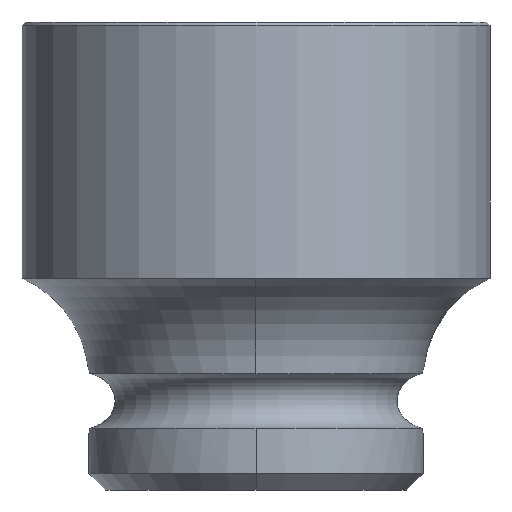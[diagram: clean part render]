
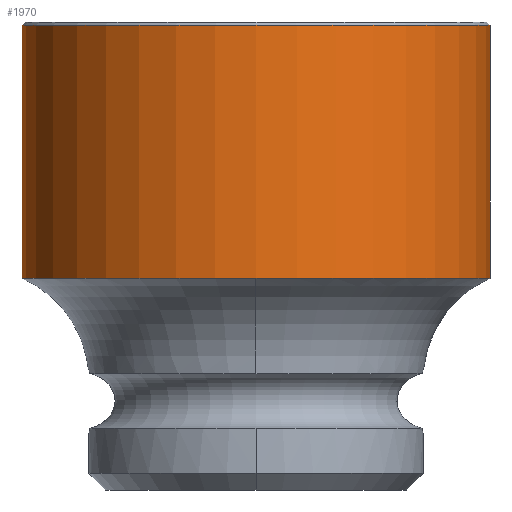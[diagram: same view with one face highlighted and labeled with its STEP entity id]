
A CAD part, left-side view. The second image highlights one B-rep face of the part: STEP entity #1970.
In plain terms, the highlighted cylindrical face has radius 21 mm (diameter 42 mm), a partial arc.
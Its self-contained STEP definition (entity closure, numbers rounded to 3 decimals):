
#888=CARTESIAN_POINT('',(0.,0.,41.7));
#889=DIRECTION('',(0.,0.,1.));
#890=DIRECTION('',(0.,1.,0.));
#891=AXIS2_PLACEMENT_3D('',#888,#889,#890);
#893=CARTESIAN_POINT('',(0.,0.,19.));
#894=DIRECTION('',(0.,0.,1.));
#895=DIRECTION('',(-1.,0.,0.));
#896=AXIS2_PLACEMENT_3D('',#893,#894,#895);
#898=CARTESIAN_POINT('',(0.,0.,19.));
#899=DIRECTION('',(0.,0.,1.));
#900=DIRECTION('',(0.,1.,0.));
#901=AXIS2_PLACEMENT_3D('',#898,#899,#900);
#908=DIRECTION('',(0.,0.,1.));
#909=VECTOR('',#908,22.7);
#910=CARTESIAN_POINT('',(0.,21.,19.));
#911=LINE('',#910,#909);
#912=DIRECTION('',(0.,0.,1.));
#913=VECTOR('',#912,22.7);
#914=CARTESIAN_POINT('',(0.,-21.,19.));
#915=LINE('',#914,#913);
#1044=CARTESIAN_POINT('',(0.,21.,19.));
#1045=CARTESIAN_POINT('',(-21.,0.,19.));
#1046=VERTEX_POINT('',#1044);
#1047=VERTEX_POINT('',#1045);
#1048=CARTESIAN_POINT('',(0.,-21.,19.));
#1049=VERTEX_POINT('',#1048);
#1079=CARTESIAN_POINT('',(0.,-21.,41.7));
#1080=CARTESIAN_POINT('',(0.,21.,41.7));
#1081=VERTEX_POINT('',#1079);
#1082=VERTEX_POINT('',#1080);
#1955=CARTESIAN_POINT('',(0.,0.,17.85));
#1956=DIRECTION('',(0.,0.,1.));
#1957=DIRECTION('',(0.,1.,0.));
#1958=AXIS2_PLACEMENT_3D('',#1955,#1956,#1957);
#1959=CYLINDRICAL_SURFACE('',#1958,21.);
#1960=ORIENTED_EDGE('',*,*,#1949,.T.);
#1962=ORIENTED_EDGE('',*,*,#1961,.F.);
#1964=ORIENTED_EDGE('',*,*,#1963,.F.);
#1965=ORIENTED_EDGE('',*,*,#1263,.F.);
#1967=ORIENTED_EDGE('',*,*,#1966,.T.);
#1968=EDGE_LOOP('',(#1960,#1962,#1964,#1965,#1967));
#1969=FACE_OUTER_BOUND('',#1968,.F.);
#1970=ADVANCED_FACE('',(#1969),#1959,.T.);
#892=CIRCLE('',#891,21.);
#897=CIRCLE('',#896,21.);
#902=CIRCLE('',#901,21.);
#1263=EDGE_CURVE('',#1046,#1047,#902,.T.);
#1949=EDGE_CURVE('',#1082,#1081,#892,.T.);
#1961=EDGE_CURVE('',#1049,#1081,#915,.T.);
#1963=EDGE_CURVE('',#1047,#1049,#897,.T.);
#1966=EDGE_CURVE('',#1046,#1082,#911,.T.);
